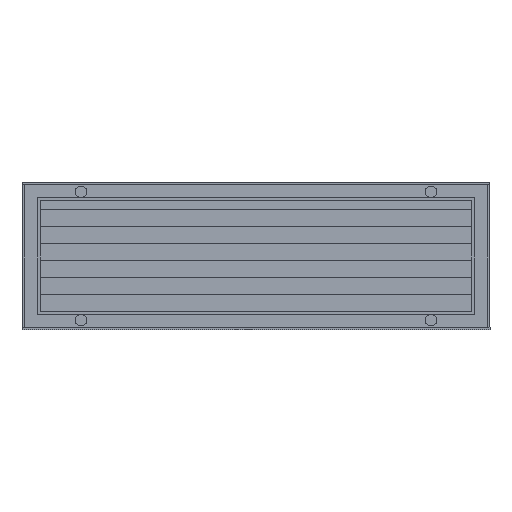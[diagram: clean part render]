
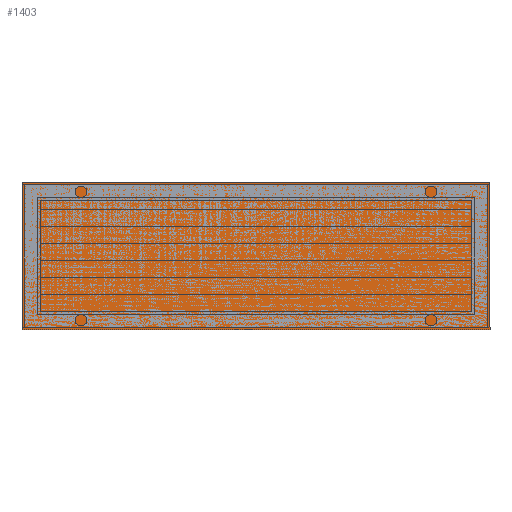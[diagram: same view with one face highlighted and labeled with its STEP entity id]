
A CAD part, top view. The second image highlights one B-rep face of the part: STEP entity #1403.
In plain terms, the highlighted planar face has unit normal (0, 0, 1).
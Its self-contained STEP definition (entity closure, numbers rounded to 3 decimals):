
#151=PLANE('',#1576);
#240=FACE_OUTER_BOUND('',#344,.T.);
#344=EDGE_LOOP('',(#1248,#1249,#1250,#1251));
#474=LINE('',#2349,#606);
#478=LINE('',#2356,#610);
#481=LINE('',#2362,#613);
#483=LINE('',#2365,#615);
#606=VECTOR('',#1940,10.);
#610=VECTOR('',#1946,10.);
#613=VECTOR('',#1951,10.);
#615=VECTOR('',#1955,10.);
#730=VERTEX_POINT('',#2346);
#731=VERTEX_POINT('',#2348);
#733=VERTEX_POINT('',#2354);
#735=VERTEX_POINT('',#2360);
#902=EDGE_CURVE('',#731,#730,#474,.T.);
#906=EDGE_CURVE('',#730,#733,#478,.T.);
#909=EDGE_CURVE('',#733,#735,#481,.T.);
#911=EDGE_CURVE('',#735,#731,#483,.T.);
#1248=ORIENTED_EDGE('',*,*,#906,.T.);
#1249=ORIENTED_EDGE('',*,*,#909,.T.);
#1250=ORIENTED_EDGE('',*,*,#911,.T.);
#1251=ORIENTED_EDGE('',*,*,#902,.T.);
#1403=ADVANCED_FACE('',(#240),#151,.T.);
#1576=AXIS2_PLACEMENT_3D('',#2366,#1956,#1957);
#1940=DIRECTION('',(0.,-1.,0.));
#1946=DIRECTION('',(1.,0.,0.));
#1951=DIRECTION('',(0.,1.,0.));
#1955=DIRECTION('',(-1.,0.,0.));
#1956=DIRECTION('center_axis',(0.,0.,1.));
#1957=DIRECTION('ref_axis',(1.,0.,0.));
#2346=CARTESIAN_POINT('',(-160.5,-50.5,0.));
#2348=CARTESIAN_POINT('',(-160.5,50.5,0.));
#2349=CARTESIAN_POINT('',(-160.5,50.5,0.));
#2354=CARTESIAN_POINT('',(160.5,-50.5,0.));
#2356=CARTESIAN_POINT('',(-160.5,-50.5,0.));
#2360=CARTESIAN_POINT('',(160.5,50.5,0.));
#2362=CARTESIAN_POINT('',(160.5,-50.5,0.));
#2365=CARTESIAN_POINT('',(160.5,50.5,0.));
#2366=CARTESIAN_POINT('Origin',(0.,0.,
0.));
